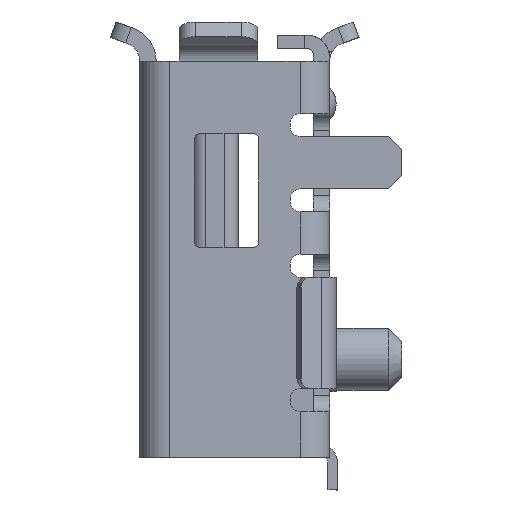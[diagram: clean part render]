
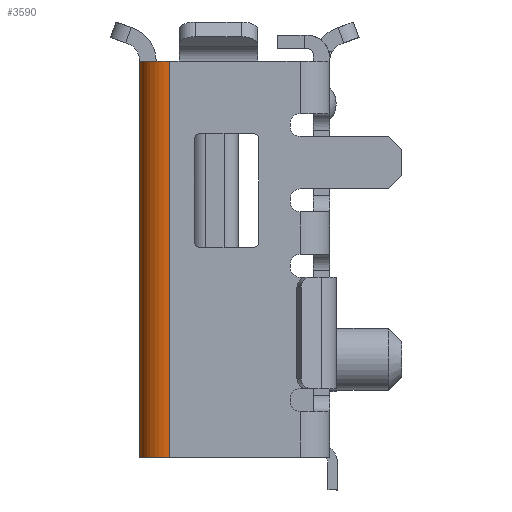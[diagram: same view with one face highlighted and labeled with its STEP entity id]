
A CAD part, left-side view. The second image highlights one B-rep face of the part: STEP entity #3590.
In plain terms, the highlighted cylindrical face has radius 0.45 mm (diameter 0.9 mm), a partial arc.
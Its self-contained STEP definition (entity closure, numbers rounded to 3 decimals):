
#4 = VERTEX_POINT ( 'NONE', #5921 ) ;
#7 = EDGE_CURVE ( 'NONE', #4, #2391, #5920, .T. ) ;
#1180 = EDGE_CURVE ( 'NONE', #1181, #4, #7840, .T. ) ;
#1181 = VERTEX_POINT ( 'NONE', #7836 ) ;
#1274 = EDGE_CURVE ( 'NONE', #1181, #3328, #8015, .T. ) ;
#2391 = VERTEX_POINT ( 'NONE', #9851 ) ;
#3328 = VERTEX_POINT ( 'NONE', #11510 ) ;
#3357 = EDGE_CURVE ( 'NONE', #3328, #2391, #11522, .T. ) ;
#3582 = ORIENTED_EDGE ( 'NONE', *, *, #3357, .F. ) ;
#3585 = ORIENTED_EDGE ( 'NONE', *, *, #7, .T. ) ;
#3589 = ORIENTED_EDGE ( 'NONE', *, *, #1274, .F. ) ;
#3590 = ADVANCED_FACE ( 'NONE', ( #11927 ), #11926, .T. ) ;
#3591 = EDGE_LOOP ( 'NONE', ( #3589, #3653, #3585, #3582 ) ) ;
#3653 = ORIENTED_EDGE ( 'NONE', *, *, #1180, .T. ) ;
#5916 = DIRECTION ( 'NONE',  ( -1., 0., 0. ) ) ;
#5917 = DIRECTION ( 'NONE',  ( 0., 0., 1. ) ) ;
#5918 = CARTESIAN_POINT ( 'NONE',  ( -10.5, 2.55, -1.5 ) ) ;
#5919 = AXIS2_PLACEMENT_3D ( 'NONE', #5918, #5917, #5916 ) ;
#5920 = CIRCLE ( 'NONE', #5919, 0.45 ) ;
#5921 = CARTESIAN_POINT ( 'NONE',  ( -10.5, 3., -1.5 ) ) ;
#7836 = CARTESIAN_POINT ( 'NONE',  ( -10.5, 3., 4.55 ) ) ;
#7837 = DIRECTION ( 'NONE',  ( 0., 0., -1. ) ) ;
#7838 = VECTOR ( 'NONE', #7837, 1000. ) ;
#7839 = CARTESIAN_POINT ( 'NONE',  ( -10.5, 3., 27.241 ) ) ;
#7840 = LINE ( 'NONE', #7839, #7838 ) ;
#8011 = DIRECTION ( 'NONE',  ( 1., 0., 0. ) ) ;
#8012 = DIRECTION ( 'NONE',  ( 0., 0., 1. ) ) ;
#8013 = CARTESIAN_POINT ( 'NONE',  ( -10.5, 2.55, 4.55 ) ) ;
#8014 = AXIS2_PLACEMENT_3D ( 'NONE', #8013, #8012, #8011 ) ;
#8015 = CIRCLE ( 'NONE', #8014, 0.45 ) ;
#9851 = CARTESIAN_POINT ( 'NONE',  ( -10.95, 2.55, -1.5 ) ) ;
#11510 = CARTESIAN_POINT ( 'NONE',  ( -10.95, 2.55, 4.55 ) ) ;
#11519 = DIRECTION ( 'NONE',  ( 0., 0., -1. ) ) ;
#11520 = VECTOR ( 'NONE', #11519, 1000. ) ;
#11521 = CARTESIAN_POINT ( 'NONE',  ( -10.95, 2.55, 27.241 ) ) ;
#11522 = LINE ( 'NONE', #11521, #11520 ) ;
#11923 = DIRECTION ( 'NONE',  ( 0., 0., -1. ) ) ;
#11924 = CARTESIAN_POINT ( 'NONE',  ( -10.5, 2.55, 27.241 ) ) ;
#11925 = AXIS2_PLACEMENT_3D ( 'NONE', #11924, #11923, #11986 ) ;
#11926 = CYLINDRICAL_SURFACE ( 'NONE', #11925, 0.45 ) ;
#11927 = FACE_OUTER_BOUND ( 'NONE', #3591, .T. ) ;
#11986 = DIRECTION ( 'NONE',  ( -1., 0., 0. ) ) ;
